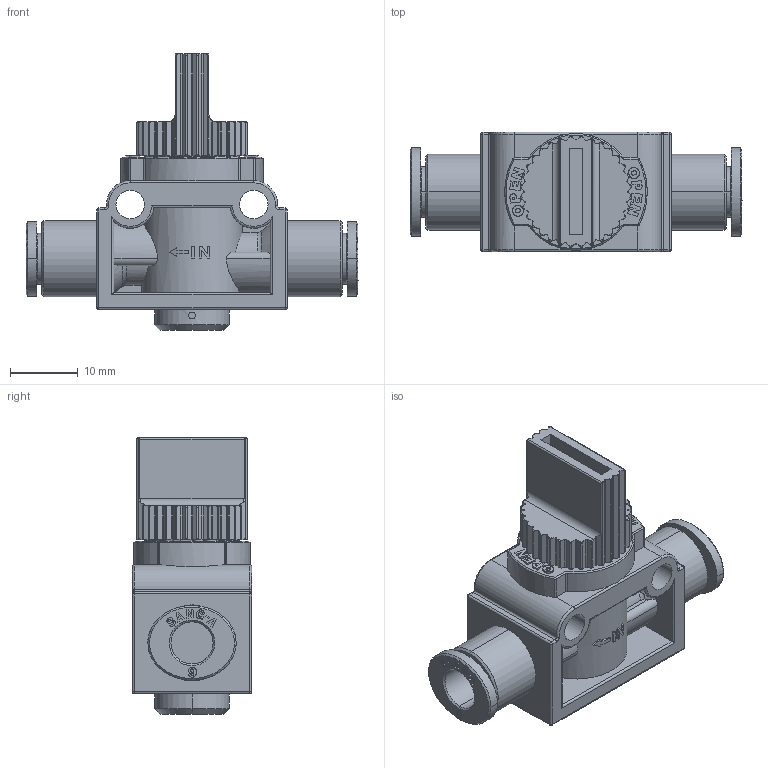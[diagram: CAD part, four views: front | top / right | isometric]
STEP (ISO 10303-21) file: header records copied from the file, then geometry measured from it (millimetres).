
FILE_DESCRIPTION(/* description */ ('VariCAD 2016-1.06 AP-214'),/* implementation_level */ '2;1');
FILE_NAME(/* name */ 'iqsh_360.stp',/* time_stamp */ '2016-06-16T10:31:00+02:00',/* author */ (''),/* organization */ (''),/* preprocessor_version */ 'ST-DEVELOPER v14',/* originating_system */ 'VariCAD 2016-1.06; kernel version (20130303)',/* authorisation */ '');
FILE_SCHEMA (('AUTOMOTIVE_DESIGN'));
Products named in the file (2): iqsh_360
Assembly tree (1 placements, depth 2):
  iqsh_360
    iqsh_360
Bounding box: 48.9 x 17.6 x 40.7 mm (x, y, z)
Volume: 10797.4 mm3; surface area: 6816.3 mm2
Topology: 1 solids, 1 shells, 1402 faces, 3950 edges, 2590 vertices
Faces by surface type: plane 1038, cylinder 174, torus 78, bspline 74, cone 26, sphere 12
Entity records: 51920 total; most frequent: CARTESIAN_POINT 16488, ORIENTED_EDGE 7872, DIRECTION 6572, EDGE_CURVE 3936, LINE 3052, VECTOR 3052, VERTEX_POINT 2590, AXIS2_PLACEMENT_3D 1760
